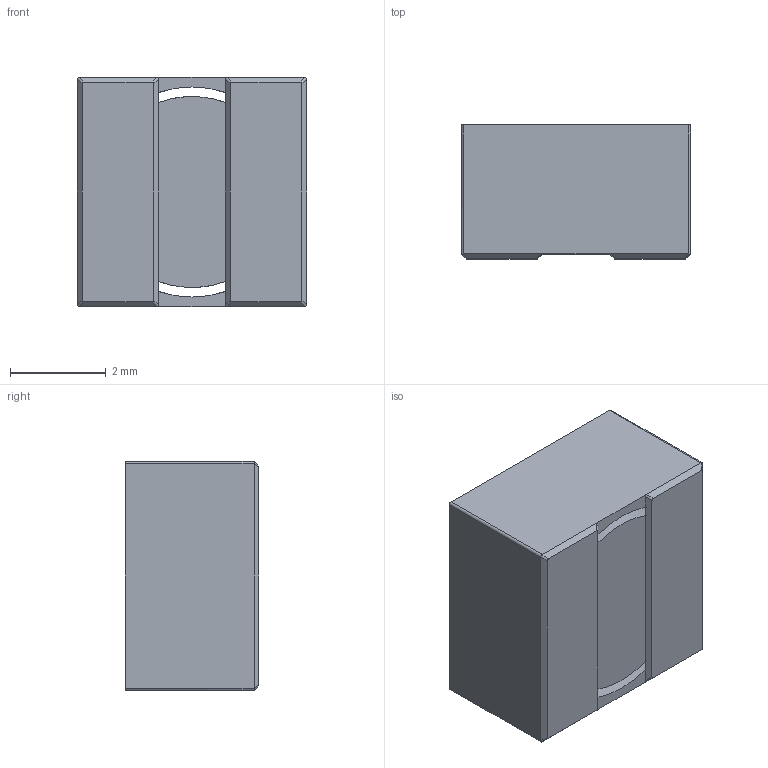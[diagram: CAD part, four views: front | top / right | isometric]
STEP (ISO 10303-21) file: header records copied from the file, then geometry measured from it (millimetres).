
FILE_DESCRIPTION(/* description */ (''),/* implementation_level */ '2;1');
FILE_NAME(/* name */ 'srr4028_bk.stp',/* time_stamp */ '2020-02-19T10:08:13+01:00',/* author */ ('franc'),/* organization */ ('Bourns, Inc.'),/* preprocessor_version */ 'ST-DEVELOPER v18',/* originating_system */ 'Autodesk Inventor 2020',/* authorisation */ '');
FILE_SCHEMA (('AUTOMOTIVE_DESIGN { 1 0 10303 214 3 1 1 }'));
Length unit declared in the file: millimetre
Products named in the file (1): srr4028
Bounding box: 4.8 x 2.8 x 4.8 mm (x, y, z)
Volume: 56.2 mm3; surface area: 170.9 mm2
Topology: 1 solids, 1 shells, 44 faces, 124 edges, 79 vertices
Faces by surface type: plane 25, cylinder 17, cone 2
Full cylindrical faces by diameter (mm): 4.4 x1
Entity records: 1488 total; most frequent: DIRECTION 263, ORIENTED_EDGE 248, CARTESIAN_POINT 248, EDGE_CURVE 124, AXIS2_PLACEMENT_3D 94, VERTEX_POINT 79, LINE 75, VECTOR 75
